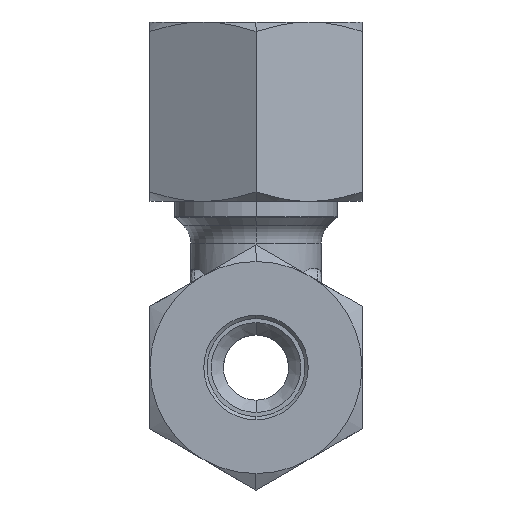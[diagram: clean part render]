
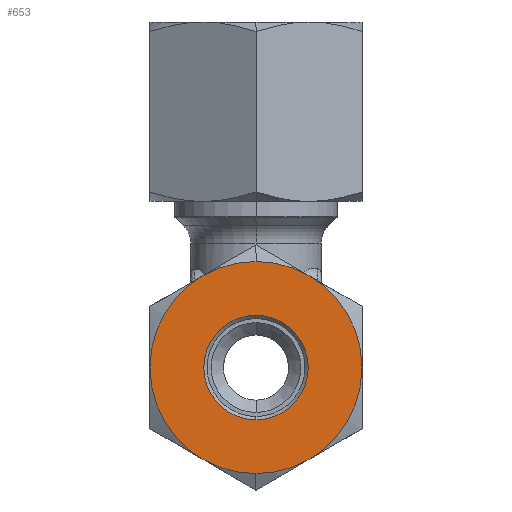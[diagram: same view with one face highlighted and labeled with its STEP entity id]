
A CAD part, left-side view. The second image highlights one B-rep face of the part: STEP entity #653.
In plain terms, the highlighted planar face has unit normal (-1, 0, 0).
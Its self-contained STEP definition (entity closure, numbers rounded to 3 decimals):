
#653=ADVANCED_FACE('',(#1505,#1506),#1507,.T.);
#1505=FACE_OUTER_BOUND('',#2881,.T.);
#1506=FACE_BOUND('',#2882,.T.);
#1507=PLANE('',#2883);
#2881=EDGE_LOOP('',(#5567,#5568,#5569,#5570,#5571,#5572,#5573,#5574));
#2882=EDGE_LOOP('',(#5575,#5576));
#2883=AXIS2_PLACEMENT_3D('',#5577,#5578,#5579);
#5567=ORIENTED_EDGE('',*,*,#8073,.T.);
#5568=ORIENTED_EDGE('',*,*,#8014,.T.);
#5569=ORIENTED_EDGE('',*,*,#7820,.T.);
#5570=ORIENTED_EDGE('',*,*,#8074,.T.);
#5571=ORIENTED_EDGE('',*,*,#7881,.T.);
#5572=ORIENTED_EDGE('',*,*,#8075,.T.);
#5573=ORIENTED_EDGE('',*,*,#8076,.T.);
#5574=ORIENTED_EDGE('',*,*,#8077,.T.);
#5575=ORIENTED_EDGE('',*,*,#7771,.T.);
#5576=ORIENTED_EDGE('',*,*,#8078,.T.);
#5577=CARTESIAN_POINT('',(-21.433,0.0,0.0));
#5578=DIRECTION('',(-1.0,0.0,0.0));
#5579=DIRECTION('',(0.0,-1.0,0.0));
#7771=EDGE_CURVE('',#9075,#9080,#9082,.T.);
#7820=EDGE_CURVE('',#9157,#9158,#9159,.T.);
#7881=EDGE_CURVE('',#9258,#9255,#9259,.T.);
#8014=EDGE_CURVE('',#9453,#9157,#9455,.T.);
#8073=EDGE_CURVE('',#8852,#9453,#9539,.T.);
#8074=EDGE_CURVE('',#9158,#9258,#9540,.T.);
#8075=EDGE_CURVE('',#9255,#9541,#9542,.T.);
#8076=EDGE_CURVE('',#9541,#9543,#9544,.T.);
#8077=EDGE_CURVE('',#9543,#8852,#9545,.T.);
#8078=EDGE_CURVE('',#9080,#9075,#9546,.T.);
#8852=VERTEX_POINT('',#10751);
#9075=VERTEX_POINT('',#11285);
#9080=VERTEX_POINT('',#11291);
#9082=CIRCLE('',#11294,3.2);
#9157=VERTEX_POINT('',#11424);
#9158=VERTEX_POINT('',#11425);
#9159=CIRCLE('',#11426,6.5);
#9255=VERTEX_POINT('',#11634);
#9258=VERTEX_POINT('',#11638);
#9259=CIRCLE('',#11639,6.5);
#9453=VERTEX_POINT('',#12059);
#9455=CIRCLE('',#12062,6.5);
#9539=CIRCLE('',#12184,6.5);
#9540=CIRCLE('',#12185,6.5);
#9541=VERTEX_POINT('',#12186);
#9542=CIRCLE('',#12187,6.5);
#9543=VERTEX_POINT('',#12188);
#9544=CIRCLE('',#12189,6.5);
#9545=CIRCLE('',#12190,6.5);
#9546=CIRCLE('',#12191,3.2);
#10751=CARTESIAN_POINT('',(-21.433,3.25,-5.629));
#11285=CARTESIAN_POINT('',(-21.433,0.0,3.2));
#11291=CARTESIAN_POINT('',(-21.433,0.,-3.2));
#11294=AXIS2_PLACEMENT_3D('',#14649,#14650,#14651);
#11424=CARTESIAN_POINT('',(-21.433,-3.25,-5.629));
#11425=CARTESIAN_POINT('',(-21.433,-6.5,0.));
#11426=AXIS2_PLACEMENT_3D('',#14719,#14720,#14721);
#11634=CARTESIAN_POINT('',(-21.433,0.,6.5));
#11638=CARTESIAN_POINT('',(-21.433,-3.25,5.629));
#11639=AXIS2_PLACEMENT_3D('',#14800,#14801,#14802);
#12059=CARTESIAN_POINT('',(-21.433,0.,-6.5));
#12062=AXIS2_PLACEMENT_3D('',#14975,#14976,#14977);
#12184=AXIS2_PLACEMENT_3D('',#15065,#15066,#15067);
#12185=AXIS2_PLACEMENT_3D('',#15068,#15069,#15070);
#12186=CARTESIAN_POINT('',(-21.433,3.25,5.629));
#12187=AXIS2_PLACEMENT_3D('',#15071,#15072,#15073);
#12188=CARTESIAN_POINT('',(-21.433,6.5,0.));
#12189=AXIS2_PLACEMENT_3D('',#15074,#15075,#15076);
#12190=AXIS2_PLACEMENT_3D('',#15077,#15078,#15079);
#12191=AXIS2_PLACEMENT_3D('',#15080,#15081,#15082);
#14649=CARTESIAN_POINT('',(-21.433,0.0,0.0));
#14650=DIRECTION('',(1.0,0.0,0.0));
#14651=DIRECTION('',(0.0,0.0,-1.0));
#14719=CARTESIAN_POINT('',(-21.433,0.0,0.0));
#14720=DIRECTION('',(-1.0,-0.0,0.0));
#14721=DIRECTION('',(0.0,-0.5,-0.866));
#14800=CARTESIAN_POINT('',(-21.433,0.0,0.0));
#14801=DIRECTION('',(-1.0,0.0,0.0));
#14802=DIRECTION('',(0.0,-0.5,0.866));
#14975=CARTESIAN_POINT('',(-21.433,0.0,0.0));
#14976=DIRECTION('',(-1.0,0.0,0.0));
#14977=DIRECTION('',(0.0,0.5,-0.866));
#15065=CARTESIAN_POINT('',(-21.433,0.0,0.0));
#15066=DIRECTION('',(-1.0,0.0,0.0));
#15067=DIRECTION('',(0.0,0.5,-0.866));
#15068=CARTESIAN_POINT('',(-21.433,0.0,0.0));
#15069=DIRECTION('',(-1.0,0.0,0.0));
#15070=DIRECTION('',(0.0,-1.0,0.0));
#15071=CARTESIAN_POINT('',(-21.433,0.0,0.0));
#15072=DIRECTION('',(-1.0,0.0,0.0));
#15073=DIRECTION('',(0.0,-0.5,0.866));
#15074=CARTESIAN_POINT('',(-21.433,0.0,0.0));
#15075=DIRECTION('',(-1.0,0.0,0.0));
#15076=DIRECTION('',(0.0,0.5,0.866));
#15077=CARTESIAN_POINT('',(-21.433,0.0,0.0));
#15078=DIRECTION('',(-1.0,0.0,0.0));
#15079=DIRECTION('',(0.0,1.0,0.));
#15080=CARTESIAN_POINT('',(-21.433,0.0,0.0));
#15081=DIRECTION('',(1.0,0.0,0.0));
#15082=DIRECTION('',(0.0,0.0,-1.0));
